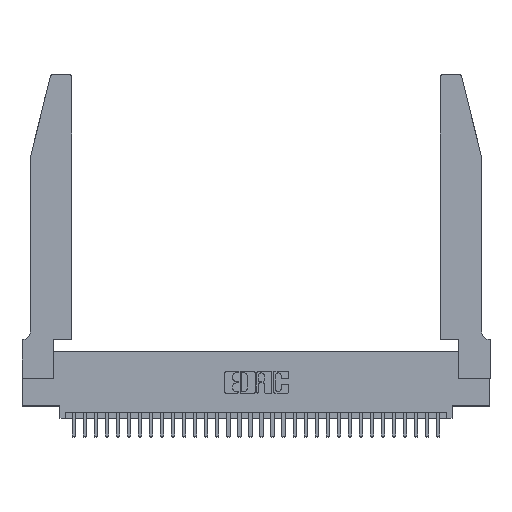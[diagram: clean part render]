
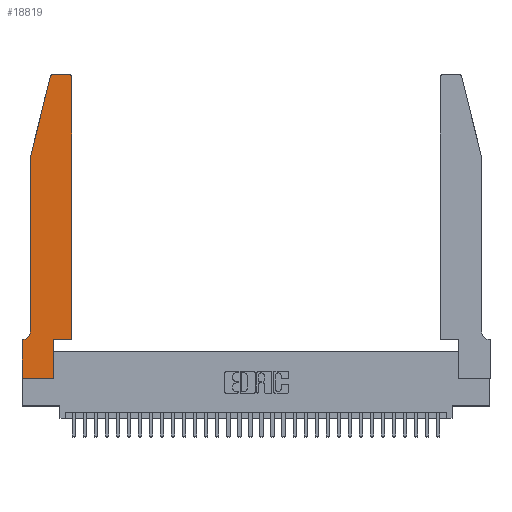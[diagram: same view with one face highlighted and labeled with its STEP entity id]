
A CAD part, top view. The second image highlights one B-rep face of the part: STEP entity #18819.
In plain terms, the highlighted planar face has unit normal (0, 0, 1).
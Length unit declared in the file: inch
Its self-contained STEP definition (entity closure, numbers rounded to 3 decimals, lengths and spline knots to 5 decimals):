
#490 = EDGE_LOOP ( 'NONE', ( #19813, #28605, #24303, #2443, #19598, #20629, #25803, #8590, #22785, #8044, #5346, #13241 ) ) ;
#624 = DIRECTION ( 'NONE',  ( 0., 0., 1. ) ) ;
#651 = DIRECTION ( 'NONE',  ( 0., 0., 1. ) ) ;
#1396 = LINE ( 'NONE', #22556, #23970 ) ;
#1425 = FACE_OUTER_BOUND ( 'NONE', #490, .T. ) ;
#1458 = DIRECTION ( 'NONE',  ( -0.239, -0.971, 0. ) ) ;
#2199 = CIRCLE ( 'NONE', #11164, 0.03 ) ;
#2443 = ORIENTED_EDGE ( 'NONE', *, *, #20267, .T. ) ;
#3066 = VERTEX_POINT ( 'NONE', #4282 ) ;
#3391 = LINE ( 'NONE', #20865, #32665 ) ;
#3577 = EDGE_CURVE ( 'NONE', #25066, #21845, #4602, .T. ) ;
#3648 = VECTOR ( 'NONE', #15503, 39.37008 ) ;
#3944 = LINE ( 'NONE', #18179, #16589 ) ;
#4282 = CARTESIAN_POINT ( 'NONE',  ( 0.4505, 0.35, 0.37 ) ) ;
#4346 = LINE ( 'NONE', #16721, #20937 ) ;
#4602 = LINE ( 'NONE', #13029, #30700 ) ;
#5098 = DIRECTION ( 'NONE',  ( 0., -1., 0. ) ) ;
#5218 = LINE ( 'NONE', #25567, #3648 ) ;
#5346 = ORIENTED_EDGE ( 'NONE', *, *, #23811, .T. ) ;
#5948 = DIRECTION ( 'NONE',  ( 0., 0., 1. ) ) ;
#6022 = VECTOR ( 'NONE', #11604, 39.37008 ) ;
#7172 = DIRECTION ( 'NONE',  ( -1., 0., 0. ) ) ;
#7297 = VERTEX_POINT ( 'NONE', #28945 ) ;
#7938 = EDGE_CURVE ( 'NONE', #15130, #25066, #2199, .T. ) ;
#8044 = ORIENTED_EDGE ( 'NONE', *, *, #27801, .T. ) ;
#8590 = ORIENTED_EDGE ( 'NONE', *, *, #11465, .T. ) ;
#9029 = CARTESIAN_POINT ( 'NONE',  ( 0.284, 2.75, 0.37 ) ) ;
#10312 = LINE ( 'NONE', #22639, #28919 ) ;
#10804 = LINE ( 'NONE', #14653, #30998 ) ;
#10922 = CARTESIAN_POINT ( 'NONE',  ( 0.0755, 0.42, 0.37 ) ) ;
#11164 = AXIS2_PLACEMENT_3D ( 'NONE', #31170, #5948, #28725 ) ;
#11345 = CARTESIAN_POINT ( 'NONE',  ( 0.2865, 0.35, 0.37 ) ) ;
#11457 = CARTESIAN_POINT ( 'NONE',  ( 0.0055, 0.35, 0.37 ) ) ;
#11465 = EDGE_CURVE ( 'NONE', #7297, #25740, #3944, .T. ) ;
#11604 = DIRECTION ( 'NONE',  ( 0., -1., 0. ) ) ;
#12438 = VERTEX_POINT ( 'NONE', #17351 ) ;
#12975 = AXIS2_PLACEMENT_3D ( 'NONE', #31316, #651, #13175 ) ;
#13029 = CARTESIAN_POINT ( 'NONE',  ( 0.2605, 2.75, 0.37 ) ) ;
#13175 = DIRECTION ( 'NONE',  ( 1., 0., 0. ) ) ;
#13241 = ORIENTED_EDGE ( 'NONE', *, *, #7938, .T. ) ;
#14653 = CARTESIAN_POINT ( 'NONE',  ( 0.0755, 2., 0.37 ) ) ;
#15130 = VERTEX_POINT ( 'NONE', #21902 ) ;
#15157 = EDGE_CURVE ( 'NONE', #16733, #21852, #15566, .T. ) ;
#15503 = DIRECTION ( 'NONE',  ( 0., 1., 0. ) ) ;
#15566 = CIRCLE ( 'NONE', #27659, 0.07 ) ;
#16551 = CARTESIAN_POINT ( 'NONE',  ( 0.25487, 2.72718, 0.37 ) ) ;
#16589 = VECTOR ( 'NONE', #21187, 39.37008 ) ;
#16721 = CARTESIAN_POINT ( 'NONE',  ( 0.0755, 2., 0.37 ) ) ;
#16733 = VERTEX_POINT ( 'NONE', #10922 ) ;
#17351 = CARTESIAN_POINT ( 'NONE',  ( 0., 0.35, 0.37 ) ) ;
#18177 = CIRCLE ( 'NONE', #12975, 0.03 ) ;
#18179 = CARTESIAN_POINT ( 'NONE',  ( 0., 0., 0.37 ) ) ;
#18233 = PLANE ( 'NONE',  #22029 ) ;
#18819 = ADVANCED_FACE ( 'NONE', ( #1425 ), #18233, .T. ) ;
#18892 = CARTESIAN_POINT ( 'NONE',  ( 0., 0., 0.37 ) ) ;
#19221 = CARTESIAN_POINT ( 'NONE',  ( 0.0755, 2., 0.37 ) ) ;
#19322 = EDGE_CURVE ( 'NONE', #21852, #12438, #1396, .T. ) ;
#19598 = ORIENTED_EDGE ( 'NONE', *, *, #15157, .T. ) ;
#19610 = VERTEX_POINT ( 'NONE', #16551 ) ;
#19813 = ORIENTED_EDGE ( 'NONE', *, *, #3577, .T. ) ;
#19870 = DIRECTION ( 'NONE',  ( 0., 1., 0. ) ) ;
#20267 = EDGE_CURVE ( 'NONE', #25469, #16733, #10804, .T. ) ;
#20629 = ORIENTED_EDGE ( 'NONE', *, *, #19322, .T. ) ;
#20761 = DIRECTION ( 'NONE',  ( -1., 0., 0. ) ) ;
#20865 = CARTESIAN_POINT ( 'NONE',  ( 0.4505, 0.35, 0.37 ) ) ;
#20937 = VECTOR ( 'NONE', #1458, 39.37008 ) ;
#21104 = EDGE_CURVE ( 'NONE', #12438, #7297, #29405, .T. ) ;
#21187 = DIRECTION ( 'NONE',  ( 1., 0., 0. ) ) ;
#21845 = VERTEX_POINT ( 'NONE', #9029 ) ;
#21852 = VERTEX_POINT ( 'NONE', #11457 ) ;
#21902 = CARTESIAN_POINT ( 'NONE',  ( 0.4505, 2.72, 0.37 ) ) ;
#22029 = AXIS2_PLACEMENT_3D ( 'NONE', #23332, #624, #30967 ) ;
#22127 = DIRECTION ( 'NONE',  ( 0., 0., -1. ) ) ;
#22556 = CARTESIAN_POINT ( 'NONE',  ( 0.0755, 0.35, 0.37 ) ) ;
#22639 = CARTESIAN_POINT ( 'NONE',  ( 0.4505, 0.35, 0.37 ) ) ;
#22785 = ORIENTED_EDGE ( 'NONE', *, *, #29644, .T. ) ;
#23332 = CARTESIAN_POINT ( 'NONE',  ( 0., 0.35, 0.37 ) ) ;
#23388 = DIRECTION ( 'NONE',  ( 1., 0., 0. ) ) ;
#23811 = EDGE_CURVE ( 'NONE', #3066, #15130, #10312, .T. ) ;
#23970 = VECTOR ( 'NONE', #20761, 39.37008 ) ;
#24303 = ORIENTED_EDGE ( 'NONE', *, *, #24876, .T. ) ;
#24642 = EDGE_CURVE ( 'NONE', #21845, #19610, #18177, .T. ) ;
#24753 = CARTESIAN_POINT ( 'NONE',  ( 0.0055, 0.42, 0.37 ) ) ;
#24876 = EDGE_CURVE ( 'NONE', #19610, #25469, #4346, .T. ) ;
#25066 = VERTEX_POINT ( 'NONE', #25104 ) ;
#25104 = CARTESIAN_POINT ( 'NONE',  ( 0.4205, 2.75, 0.37 ) ) ;
#25469 = VERTEX_POINT ( 'NONE', #19221 ) ;
#25567 = CARTESIAN_POINT ( 'NONE',  ( 0.2865, 0.35, 0.37 ) ) ;
#25740 = VERTEX_POINT ( 'NONE', #27616 ) ;
#25803 = ORIENTED_EDGE ( 'NONE', *, *, #21104, .T. ) ;
#25953 = DIRECTION ( 'NONE',  ( -1., 0., 0. ) ) ;
#27616 = CARTESIAN_POINT ( 'NONE',  ( 0.2865, 0., 0.37 ) ) ;
#27659 = AXIS2_PLACEMENT_3D ( 'NONE', #24753, #22127, #7172 ) ;
#27801 = EDGE_CURVE ( 'NONE', #30099, #3066, #3391, .T. ) ;
#28605 = ORIENTED_EDGE ( 'NONE', *, *, #24642, .T. ) ;
#28725 = DIRECTION ( 'NONE',  ( 1., 0., 0. ) ) ;
#28919 = VECTOR ( 'NONE', #19870, 39.37008 ) ;
#28945 = CARTESIAN_POINT ( 'NONE',  ( 0., 0., 0.37 ) ) ;
#29405 = LINE ( 'NONE', #18892, #6022 ) ;
#29644 = EDGE_CURVE ( 'NONE', #25740, #30099, #5218, .T. ) ;
#30099 = VERTEX_POINT ( 'NONE', #11345 ) ;
#30700 = VECTOR ( 'NONE', #25953, 39.37008 ) ;
#30967 = DIRECTION ( 'NONE',  ( 1., 0., 0. ) ) ;
#30998 = VECTOR ( 'NONE', #5098, 39.37008 ) ;
#31170 = CARTESIAN_POINT ( 'NONE',  ( 0.4205, 2.72, 0.37 ) ) ;
#31316 = CARTESIAN_POINT ( 'NONE',  ( 0.284, 2.72, 0.37 ) ) ;
#32665 = VECTOR ( 'NONE', #23388, 39.37008 ) ;
